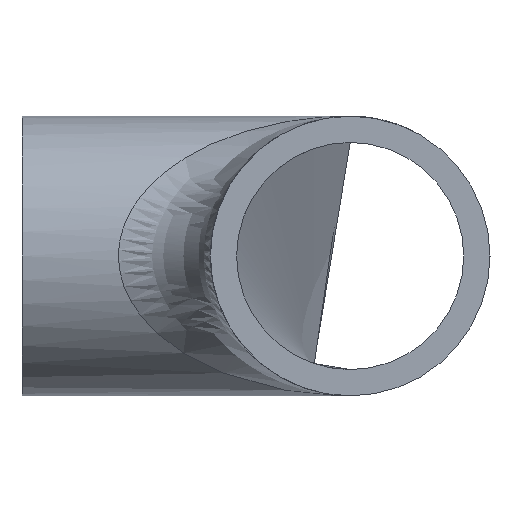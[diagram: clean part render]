
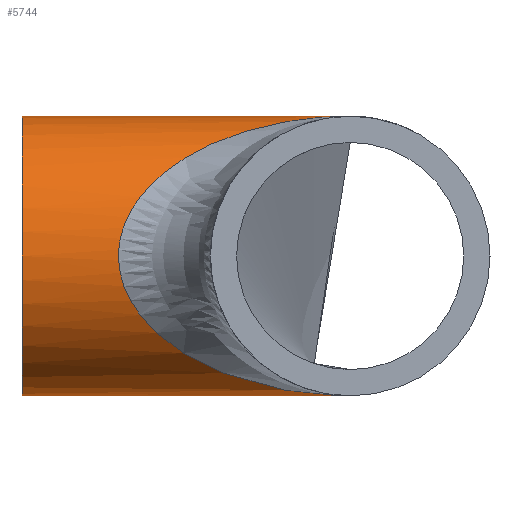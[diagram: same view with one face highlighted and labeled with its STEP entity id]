
A CAD part, left-side view. The second image highlights one B-rep face of the part: STEP entity #5744.
In plain terms, the highlighted cylindrical face has radius 10.65 mm (diameter 21.3 mm), a full revolution.
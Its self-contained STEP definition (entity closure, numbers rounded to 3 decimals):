
#316 = AXIS2_PLACEMENT_3D ( 'NONE', #6210, #9804, #5308 ) ;
#1547 = CARTESIAN_POINT ( 'NONE',  ( 0., 0., 10.65 ) ) ;
#1668 = CARTESIAN_POINT ( 'NONE',  ( -21.3, 35.3, 10.65 ) ) ;
#2618 = CYLINDRICAL_SURFACE ( 'NONE', #316, 10.65 ) ;
#2722 = DIRECTION ( 'NONE',  ( 0., 0., 1. ) ) ;
#2841 = AXIS2_PLACEMENT_3D ( 'NONE', #11130, #7463, #2722 ) ;
#3179 = EDGE_LOOP ( 'NONE', ( #3841, #6599 ) ) ;
#3841 = ORIENTED_EDGE ( 'NONE', *, *, #9680, .T. ) ;
#4659 = ORIENTED_EDGE ( 'NONE', *, *, #8944, .F. ) ;
#4661 = EDGE_CURVE ( 'NONE', #10665, #5112, #8115, .T. ) ;
#5112 = VERTEX_POINT ( 'NONE', #9345 ) ;
#5308 = DIRECTION ( 'NONE',  ( 0., 0., -1. ) ) ;
#5744 = ADVANCED_FACE ( 'NONE', ( #9514, #7797 ), #2618, .T. ) ;
#5839 = CARTESIAN_POINT ( 'NONE',  ( 0., 0., 10.65 ) ) ;
#6068 = CIRCLE ( 'NONE', #2841, 10.65 ) ;
#6210 = CARTESIAN_POINT ( 'NONE',  ( 0., 25., 0. ) ) ;
#6599 = ORIENTED_EDGE ( 'NONE', *, *, #4661, .T. ) ;
#7077 = CARTESIAN_POINT ( 'NONE',  ( 0., 25., 10.65 ) ) ;
#7463 = DIRECTION ( 'NONE',  ( 0., 1., 0. ) ) ;
#7797 = FACE_OUTER_BOUND ( 'NONE', #11911, .T. ) ;
#7959 = CARTESIAN_POINT ( 'NONE',  ( -21.3, 35.3, -10.65 ) ) ;
#8115 =( BOUNDED_CURVE ( )  B_SPLINE_CURVE ( 3, ( #5839, #9480, #8799, #10581 ),
 .UNSPECIFIED., .F., .F. ) 
 B_SPLINE_CURVE_WITH_KNOTS ( ( 4, 4 ),
 ( 1.571, 4.712 ),
 .UNSPECIFIED. ) 
 CURVE ( )  GEOMETRIC_REPRESENTATION_ITEM ( )  RATIONAL_B_SPLINE_CURVE ( ( 1., 0.333, 0.333, 1. ) ) 
 REPRESENTATION_ITEM ( '' )  );
#8799 = CARTESIAN_POINT ( 'NONE',  ( 21.3, 35.3, -10.65 ) ) ;
#8944 = EDGE_CURVE ( 'NONE', #9876, #9876, #6068, .T. ) ;
#9345 = CARTESIAN_POINT ( 'NONE',  ( 0., 0., -10.65 ) ) ;
#9363 = CARTESIAN_POINT ( 'NONE',  ( 0., 0., 10.65 ) ) ;
#9480 = CARTESIAN_POINT ( 'NONE',  ( 21.3, 35.3, 10.65 ) ) ;
#9514 = FACE_OUTER_BOUND ( 'NONE', #3179, .T. ) ;
#9680 = EDGE_CURVE ( 'NONE', #5112, #10665, #11150, .T. ) ;
#9804 = DIRECTION ( 'NONE',  ( 0., -1., 0. ) ) ;
#9876 = VERTEX_POINT ( 'NONE', #7077 ) ;
#10581 = CARTESIAN_POINT ( 'NONE',  ( 0., 0., -10.65 ) ) ;
#10665 = VERTEX_POINT ( 'NONE', #9363 ) ;
#11130 = CARTESIAN_POINT ( 'NONE',  ( 0., 25., 0. ) ) ;
#11150 =( BOUNDED_CURVE ( )  B_SPLINE_CURVE ( 3, ( #11749, #7959, #1668, #1547 ),
 .UNSPECIFIED., .F., .F. ) 
 B_SPLINE_CURVE_WITH_KNOTS ( ( 4, 4 ),
 ( 4.712, 7.854 ),
 .UNSPECIFIED. ) 
 CURVE ( )  GEOMETRIC_REPRESENTATION_ITEM ( )  RATIONAL_B_SPLINE_CURVE ( ( 1., 0.333, 0.333, 1. ) ) 
 REPRESENTATION_ITEM ( '' )  );
#11749 = CARTESIAN_POINT ( 'NONE',  ( 0., 0., -10.65 ) ) ;
#11911 = EDGE_LOOP ( 'NONE', ( #4659 ) ) ;
